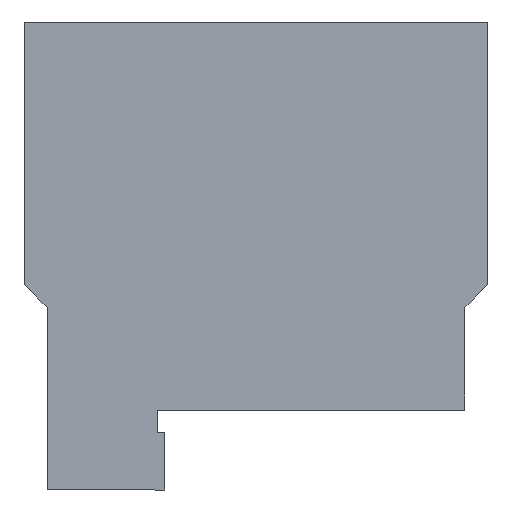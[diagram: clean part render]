
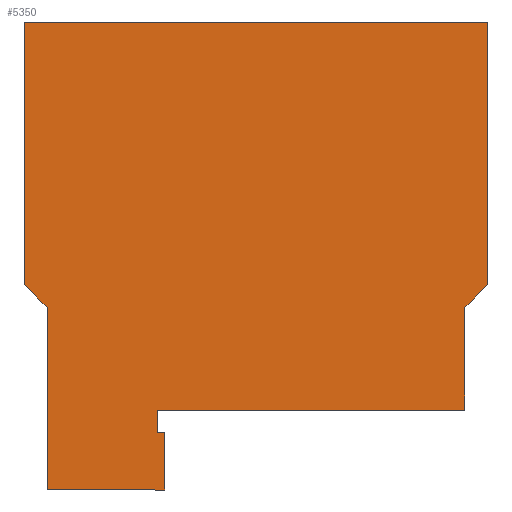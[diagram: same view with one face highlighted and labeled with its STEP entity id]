
A CAD part, left-side view. The second image highlights one B-rep face of the part: STEP entity #5350.
In plain terms, the highlighted planar face has unit normal (-1, 0, 0).
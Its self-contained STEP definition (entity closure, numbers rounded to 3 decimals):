
#4377=CARTESIAN_POINT('',(0.0,-20.3,18.));
#4378=VERTEX_POINT('',#4377);
#4385=CARTESIAN_POINT('',(0.0,-18.3,16.));
#4386=VERTEX_POINT('',#4385);
#4387=CARTESIAN_POINT('',(0.0,-20.3,18.));
#4388=DIRECTION('',(0.0,0.707,-0.707));
#4389=VECTOR('',#4388,2.828);
#4390=LINE('',#4387,#4389);
#4391=EDGE_CURVE('',#4378,#4386,#4390,.T.);
#4483=CARTESIAN_POINT('',(0.0,-20.3,41.));
#4484=VERTEX_POINT('',#4483);
#4491=CARTESIAN_POINT('',(0.0,-20.3,41.));
#4492=DIRECTION('',(0.0,0.0,-1.0));
#4493=VECTOR('',#4492,23.);
#4494=LINE('',#4491,#4493);
#4495=EDGE_CURVE('',#4484,#4378,#4494,.T.);
#4856=CARTESIAN_POINT('',(0.0,20.3,18.));
#4857=VERTEX_POINT('',#4856);
#4864=CARTESIAN_POINT('',(0.0,20.3,41.));
#4865=VERTEX_POINT('',#4864);
#4866=CARTESIAN_POINT('',(0.0,20.3,18.));
#4867=DIRECTION('',(0.0,0.0,1.0));
#4868=VECTOR('',#4867,23.);
#4869=LINE('',#4866,#4868);
#4870=EDGE_CURVE('',#4857,#4865,#4869,.T.);
#4945=CARTESIAN_POINT('',(0.0,18.3,16.));
#4946=VERTEX_POINT('',#4945);
#4953=CARTESIAN_POINT('',(0.0,18.3,16.));
#4954=DIRECTION('',(0.0,0.707,0.707));
#4955=VECTOR('',#4954,2.829);
#4956=LINE('',#4953,#4955);
#4957=EDGE_CURVE('',#4946,#4857,#4956,.T.);
#4995=CARTESIAN_POINT('',(0.0,18.3,0.));
#4996=VERTEX_POINT('',#4995);
#5003=CARTESIAN_POINT('',(0.0,18.3,0.));
#5004=DIRECTION('',(0.0,0.0,1.0));
#5005=VECTOR('',#5004,16.);
#5006=LINE('',#5003,#5005);
#5007=EDGE_CURVE('',#4996,#4946,#5006,.T.);
#5026=CARTESIAN_POINT('',(0.0,-18.3,7.));
#5027=VERTEX_POINT('',#5026);
#5028=CARTESIAN_POINT('',(0.0,8.641,7.));
#5029=VERTEX_POINT('',#5028);
#5030=CARTESIAN_POINT('',(0.0,-18.3,7.));
#5031=DIRECTION('',(0.0,1.0,0.0));
#5032=VECTOR('',#5031,26.941);
#5033=LINE('',#5030,#5032);
#5034=EDGE_CURVE('',#5027,#5029,#5033,.T.);
#5066=CARTESIAN_POINT('',(0.0,8.641,5.));
#5067=VERTEX_POINT('',#5066);
#5068=CARTESIAN_POINT('',(0.0,8.641,7.));
#5069=DIRECTION('',(0.0,0.0,-1.0));
#5070=VECTOR('',#5069,2.);
#5071=LINE('',#5068,#5070);
#5072=EDGE_CURVE('',#5029,#5067,#5071,.T.);
#5097=CARTESIAN_POINT('',(0.0,8.,5.));
#5098=VERTEX_POINT('',#5097);
#5099=CARTESIAN_POINT('',(0.0,8.641,5.));
#5100=DIRECTION('',(0.0,-1.0,0.0));
#5101=VECTOR('',#5100,0.641);
#5102=LINE('',#5099,#5101);
#5103=EDGE_CURVE('',#5067,#5098,#5102,.T.);
#5128=CARTESIAN_POINT('',(0.0,8.,0.0));
#5129=VERTEX_POINT('',#5128);
#5130=CARTESIAN_POINT('',(0.0,8.,5.));
#5131=DIRECTION('',(0.0,0.0,-1.0));
#5132=VECTOR('',#5131,5.);
#5133=LINE('',#5130,#5132);
#5134=EDGE_CURVE('',#5098,#5129,#5133,.T.);
#5159=CARTESIAN_POINT('',(0.0,8.,0.0));
#5160=DIRECTION('',(0.0,1.0,0.0));
#5161=VECTOR('',#5160,10.299);
#5162=LINE('',#5159,#5161);
#5163=EDGE_CURVE('',#5129,#4996,#5162,.T.);
#5209=CARTESIAN_POINT('',(0.0,20.3,41.));
#5210=DIRECTION('',(0.0,-1.0,0.0));
#5211=VECTOR('',#5210,40.6);
#5212=LINE('',#5209,#5211);
#5213=EDGE_CURVE('',#4865,#4484,#5212,.T.);
#5322=CARTESIAN_POINT('',(0.0,-18.3,16.));
#5323=DIRECTION('',(0.0,0.0,-1.0));
#5324=VECTOR('',#5323,9.);
#5325=LINE('',#5322,#5324);
#5326=EDGE_CURVE('',#4386,#5027,#5325,.T.);
#5331=CARTESIAN_POINT('',(0.0,1.209,21.991));
#5332=DIRECTION('',(1.0,0.0,0.0));
#5333=DIRECTION('',(0.0,0.0,-1.0));
#5334=AXIS2_PLACEMENT_3D('',#5331,#5332,#5333);
#5335=PLANE('',#5334);
#5336=ORIENTED_EDGE('',*,*,#5034,.F.);
#5337=ORIENTED_EDGE('',*,*,#5326,.F.);
#5338=ORIENTED_EDGE('',*,*,#4391,.F.);
#5339=ORIENTED_EDGE('',*,*,#4495,.F.);
#5340=ORIENTED_EDGE('',*,*,#5213,.F.);
#5341=ORIENTED_EDGE('',*,*,#4870,.F.);
#5342=ORIENTED_EDGE('',*,*,#4957,.F.);
#5343=ORIENTED_EDGE('',*,*,#5007,.F.);
#5344=ORIENTED_EDGE('',*,*,#5163,.F.);
#5345=ORIENTED_EDGE('',*,*,#5134,.F.);
#5346=ORIENTED_EDGE('',*,*,#5103,.F.);
#5347=ORIENTED_EDGE('',*,*,#5072,.F.);
#5348=EDGE_LOOP('',(#5336,#5337,#5338,#5339,#5340,#5341,#5342,#5343,#5344,#5345,#5346,#5347));
#5349=FACE_OUTER_BOUND('',#5348,.T.);
#5350=ADVANCED_FACE('',(#5349),#5335,.F.);
